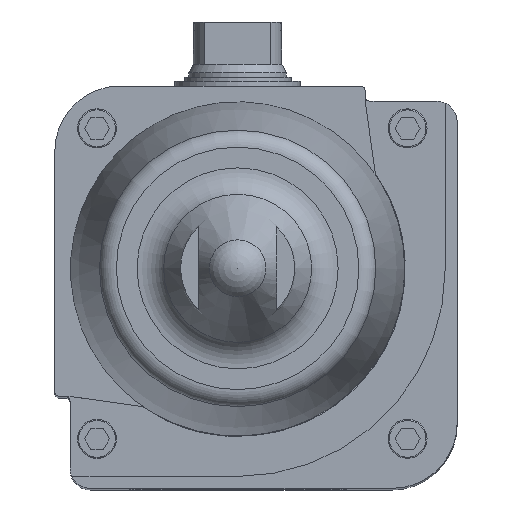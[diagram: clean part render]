
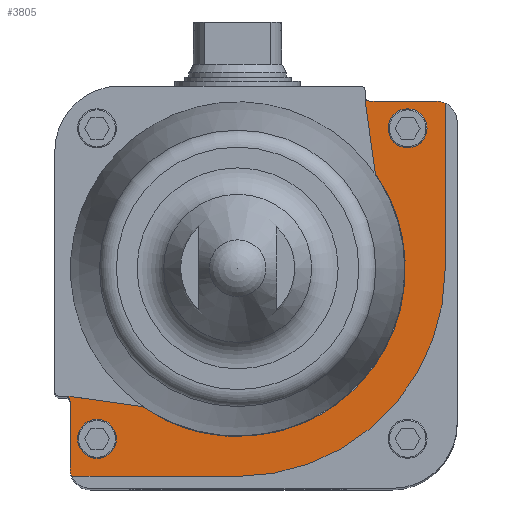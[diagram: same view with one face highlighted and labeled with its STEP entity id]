
A CAD part, top view. The second image highlights one B-rep face of the part: STEP entity #3805.
In plain terms, the highlighted planar face has unit normal (0, 0, 1).
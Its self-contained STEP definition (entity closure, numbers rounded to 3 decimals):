
#118=PLANE('',#4162);
#283=LINE('',#5743,#619);
#286=LINE('',#5749,#622);
#298=LINE('',#5826,#634);
#308=LINE('',#5868,#644);
#316=LINE('',#5985,#652);
#317=LINE('',#5989,#653);
#318=LINE('',#5990,#654);
#319=LINE('',#5994,#655);
#619=VECTOR('',#4532,1000.);
#622=VECTOR('',#4537,1000.);
#634=VECTOR('',#4581,1000.);
#644=VECTOR('',#4621,1000.);
#652=VECTOR('',#4779,1000.);
#653=VECTOR('',#4782,1000.);
#654=VECTOR('',#4783,1000.);
#655=VECTOR('',#4786,1000.);
#1153=ORIENTED_EDGE('',*,*,#2089,.T.);
#1154=ORIENTED_EDGE('',*,*,#2090,.T.);
#1155=ORIENTED_EDGE('',*,*,#2002,.T.);
#1156=ORIENTED_EDGE('',*,*,#1961,.T.);
#1157=ORIENTED_EDGE('',*,*,#2091,.T.);
#1158=ORIENTED_EDGE('',*,*,#2092,.T.);
#1159=ORIENTED_EDGE('',*,*,#2093,.T.);
#1160=ORIENTED_EDGE('',*,*,#1967,.T.);
#1161=ORIENTED_EDGE('',*,*,#2005,.T.);
#1162=ORIENTED_EDGE('',*,*,#2008,.F.);
#1163=ORIENTED_EDGE('',*,*,#2050,.T.);
#1164=ORIENTED_EDGE('',*,*,#2094,.T.);
#1165=ORIENTED_EDGE('',*,*,#2095,.F.);
#1166=ORIENTED_EDGE('',*,*,#2096,.T.);
#1167=ORIENTED_EDGE('',*,*,#2029,.T.);
#1168=ORIENTED_EDGE('',*,*,#1999,.F.);
#1961=EDGE_CURVE('',#2471,#2470,#2835,.T.);
#1967=EDGE_CURVE('',#2477,#2476,#2838,.T.);
#1999=EDGE_CURVE('',#2506,#2507,#2855,.T.);
#2002=EDGE_CURVE('',#2506,#2471,#283,.T.);
#2005=EDGE_CURVE('',#2476,#2509,#286,.T.);
#2008=EDGE_CURVE('',#2511,#2509,#2857,.T.);
#2029=EDGE_CURVE('',#2527,#2507,#298,.T.);
#2050=EDGE_CURVE('',#2511,#2543,#308,.T.);
#2089=EDGE_CURVE('',#2576,#2576,#2908,.F.);
#2090=EDGE_CURVE('',#2577,#2577,#2909,.F.);
#2091=EDGE_CURVE('',#2470,#2578,#316,.T.);
#2092=EDGE_CURVE('',#2578,#2579,#2910,.T.);
#2093=EDGE_CURVE('',#2579,#2477,#317,.T.);
#2094=EDGE_CURVE('',#2543,#2580,#318,.T.);
#2095=EDGE_CURVE('',#2581,#2580,#2911,.T.);
#2096=EDGE_CURVE('',#2581,#2527,#319,.T.);
#2470=VERTEX_POINT('',#5628);
#2471=VERTEX_POINT('',#5630);
#2476=VERTEX_POINT('',#5641);
#2477=VERTEX_POINT('',#5643);
#2506=VERTEX_POINT('',#5737);
#2507=VERTEX_POINT('',#5739);
#2509=VERTEX_POINT('',#5748);
#2511=VERTEX_POINT('',#5754);
#2527=VERTEX_POINT('',#5827);
#2543=VERTEX_POINT('',#5867);
#2576=VERTEX_POINT('',#5982);
#2577=VERTEX_POINT('',#5984);
#2578=VERTEX_POINT('',#5986);
#2579=VERTEX_POINT('',#5988);
#2580=VERTEX_POINT('',#5991);
#2581=VERTEX_POINT('',#5993);
#2835=CIRCLE('',#4031,9.5);
#2838=CIRCLE('',#4035,9.5);
#2855=CIRCLE('',#4056,2.2);
#2857=CIRCLE('',#4061,2.2);
#2908=CIRCLE('',#4163,9.);
#2909=CIRCLE('',#4164,9.);
#2910=CIRCLE('',#4165,96.);
#2911=CIRCLE('',#4166,77.5);
#3092=EDGE_LOOP('',(#1153));
#3093=EDGE_LOOP('',(#1154));
#3094=EDGE_LOOP('',(#1155,#1156,#1157,#1158,#1159,#1160,#1161,#1162,#1163,
#1164,#1165,#1166,#1167,#1168));
#3452=FACE_BOUND('',#3092,.T.);
#3453=FACE_BOUND('',#3093,.T.);
#3454=FACE_BOUND('',#3094,.T.);
#3805=ADVANCED_FACE('',(#3452,#3453,#3454),#118,.T.);
#4031=AXIS2_PLACEMENT_3D('',#5629,#4460,#4461);
#4035=AXIS2_PLACEMENT_3D('',#5642,#4471,#4472);
#4056=AXIS2_PLACEMENT_3D('',#5738,#4526,#4527);
#4061=AXIS2_PLACEMENT_3D('',#5755,#4543,#4544);
#4162=AXIS2_PLACEMENT_3D('',#5980,#4773,#4774);
#4163=AXIS2_PLACEMENT_3D('',#5981,#4775,#4776);
#4164=AXIS2_PLACEMENT_3D('',#5983,#4777,#4778);
#4165=AXIS2_PLACEMENT_3D('',#5987,#4780,#4781);
#4166=AXIS2_PLACEMENT_3D('',#5992,#4784,#4785);
#4460=DIRECTION('',(0.,0.,1.));
#4461=DIRECTION('',(1.,0.,0.));
#4471=DIRECTION('',(0.,0.,1.));
#4472=DIRECTION('',(1.,0.,0.));
#4526=DIRECTION('',(0.,0.,1.));
#4527=DIRECTION('',(1.,0.,0.));
#4532=DIRECTION('',(0.,-1.,0.));
#4537=DIRECTION('',(-1.,0.,0.));
#4543=DIRECTION('',(0.,0.,1.));
#4544=DIRECTION('',(1.,0.,0.));
#4581=DIRECTION('',(-1.,0.,0.));
#4621=DIRECTION('',(0.,-1.,0.));
#4773=DIRECTION('',(0.,0.,1.));
#4774=DIRECTION('',(1.,0.,0.));
#4775=DIRECTION('',(0.,0.,1.));
#4776=DIRECTION('',(1.,0.,0.));
#4777=DIRECTION('',(0.,0.,1.));
#4778=DIRECTION('',(1.,0.,0.));
#4779=DIRECTION('',(1.,0.,0.));
#4780=DIRECTION('',(0.,0.,1.));
#4781=DIRECTION('',(1.,0.,0.));
#4782=DIRECTION('',(0.,1.,0.));
#4783=DIRECTION('',(0.139,-0.99,0.));
#4784=DIRECTION('',(0.,0.,1.));
#4785=DIRECTION('',(1.,0.,0.));
#4786=DIRECTION('',(-0.99,0.139,0.));
#5628=CARTESIAN_POINT('',(-76.617,-96.,213.25));
#5629=CARTESIAN_POINT('',(-68.,-92.,213.25));
#5630=CARTESIAN_POINT('',(-77.5,-92.,213.25));
#5641=CARTESIAN_POINT('',(92.,77.5,213.25));
#5642=CARTESIAN_POINT('',(92.,68.,213.25));
#5643=CARTESIAN_POINT('',(96.,76.617,213.25));
#5737=CARTESIAN_POINT('',(-77.5,-61.2,213.25));
#5738=CARTESIAN_POINT('',(-79.7,-61.2,213.25));
#5739=CARTESIAN_POINT('',(-79.7,-59.,213.25));
#5743=CARTESIAN_POINT('',(-77.5,-61.2,213.25));
#5748=CARTESIAN_POINT('',(61.2,77.5,213.25));
#5749=CARTESIAN_POINT('',(92.,77.5,213.25));
#5754=CARTESIAN_POINT('',(59.,79.7,213.25));
#5755=CARTESIAN_POINT('',(61.2,79.7,213.25));
#5826=CARTESIAN_POINT('',(-77.5,-59.,213.25));
#5827=CARTESIAN_POINT('',(-77.5,-59.,213.25));
#5867=CARTESIAN_POINT('',(59.,77.5,213.25));
#5868=CARTESIAN_POINT('',(59.,84.5,213.25));
#5980=CARTESIAN_POINT('',(0.,0.,213.25));
#5981=CARTESIAN_POINT('',(-65.,-78.6,213.25));
#5982=CARTESIAN_POINT('',(-56.,-78.6,213.25));
#5983=CARTESIAN_POINT('',(78.6,65.,213.25));
#5984=CARTESIAN_POINT('',(87.6,65.,213.25));
#5985=CARTESIAN_POINT('',(-84.5,-96.,213.25));
#5986=CARTESIAN_POINT('',(0.,-96.,213.25));
#5987=CARTESIAN_POINT('',(0.,0.,213.25));
#5988=CARTESIAN_POINT('',(96.,0.,213.25));
#5989=CARTESIAN_POINT('',(96.,0.,213.25));
#5990=CARTESIAN_POINT('',(59.,77.5,213.25));
#5991=CARTESIAN_POINT('',(63.685,44.164,213.25));
#5992=CARTESIAN_POINT('',(0.,0.,213.25));
#5993=CARTESIAN_POINT('',(-44.164,-63.685,213.25));
#5994=CARTESIAN_POINT('',(-44.164,-63.685,213.25));
